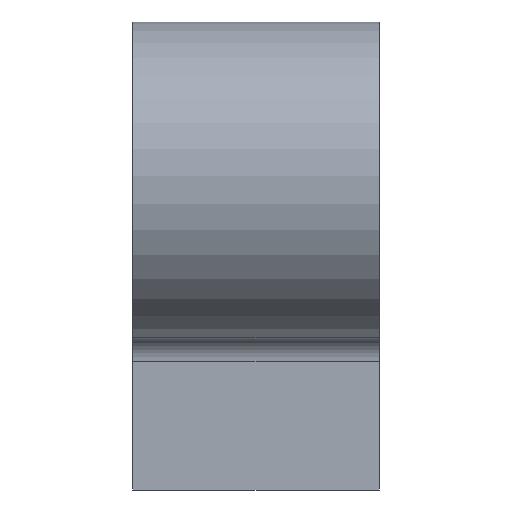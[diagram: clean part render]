
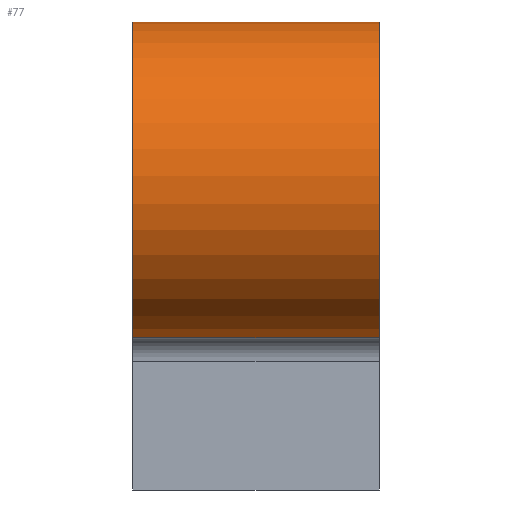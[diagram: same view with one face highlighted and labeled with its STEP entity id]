
A CAD part, front view. The second image highlights one B-rep face of the part: STEP entity #77.
In plain terms, the highlighted cylindrical face has radius 6.5 mm (diameter 13 mm), a partial arc.
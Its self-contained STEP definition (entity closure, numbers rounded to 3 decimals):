
#77 = ADVANCED_FACE( '', ( #174 ), #175, .T. );
#174 = FACE_OUTER_BOUND( '', #291, .T. );
#175 = CYLINDRICAL_SURFACE( '', #292, 6.5 );
#291 = EDGE_LOOP( '', ( #444, #445, #446, #447 ) );
#292 = AXIS2_PLACEMENT_3D( '', #448, #449, #450 );
#444 = ORIENTED_EDGE( '', *, *, #740, .T. );
#445 = ORIENTED_EDGE( '', *, *, #741, .F. );
#446 = ORIENTED_EDGE( '', *, *, #742, .F. );
#447 = ORIENTED_EDGE( '', *, *, #743, .T. );
#448 = CARTESIAN_POINT( '', ( 5., 0., 0. ) );
#449 = DIRECTION( '', ( 1., 0., 0. ) );
#450 = DIRECTION( '', ( 0., 0., 1. ) );
#740 = EDGE_CURVE( '', #896, #897, #898, .T. );
#741 = EDGE_CURVE( '', #899, #897, #900, .T. );
#742 = EDGE_CURVE( '', #901, #899, #902, .T. );
#743 = EDGE_CURVE( '', #901, #896, #903, .T. );
#896 = VERTEX_POINT( '', #1112 );
#897 = VERTEX_POINT( '', #1113 );
#898 = CIRCLE( '', #1114, 6.5 );
#899 = VERTEX_POINT( '', #1115 );
#900 = LINE( '', #1116, #1117 );
#901 = VERTEX_POINT( '', #1118 );
#902 = CIRCLE( '', #1119, 6.5 );
#903 = LINE( '', #1120, #1121 );
#1112 = CARTESIAN_POINT( '', ( -5., 0., 6.5 ) );
#1113 = CARTESIAN_POINT( '', ( -5., -1.56, -6.31 ) );
#1114 = AXIS2_PLACEMENT_3D( '', #1330, #1331, #1332 );
#1115 = CARTESIAN_POINT( '', ( 5., -1.56, -6.31 ) );
#1116 = CARTESIAN_POINT( '', ( 5., -1.56, -6.31 ) );
#1117 = VECTOR( '', #1333, 1000. );
#1118 = CARTESIAN_POINT( '', ( 5., 0., 6.5 ) );
#1119 = AXIS2_PLACEMENT_3D( '', #1334, #1335, #1336 );
#1120 = CARTESIAN_POINT( '', ( 5., 0., 6.5 ) );
#1121 = VECTOR( '', #1337, 1000. );
#1330 = CARTESIAN_POINT( '', ( -5., 0., 0. ) );
#1331 = DIRECTION( '', ( 1., 0., 0. ) );
#1332 = DIRECTION( '', ( 0., 0., -1. ) );
#1333 = DIRECTION( '', ( -1., 0., 0. ) );
#1334 = CARTESIAN_POINT( '', ( 5., 0., 0. ) );
#1335 = DIRECTION( '', ( 1., 0., 0. ) );
#1336 = DIRECTION( '', ( 0., 0., -1. ) );
#1337 = DIRECTION( '', ( -1., 0., 0. ) );
